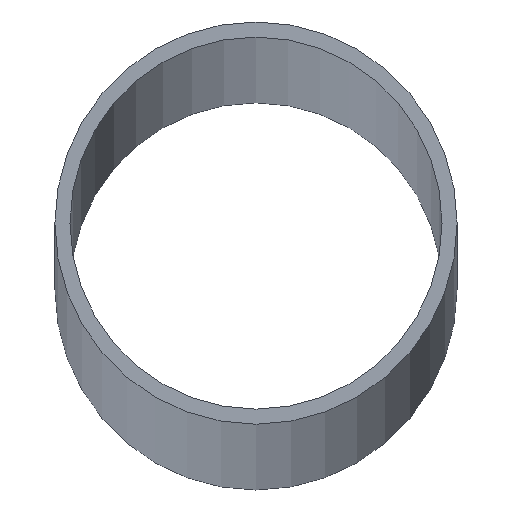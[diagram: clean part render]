
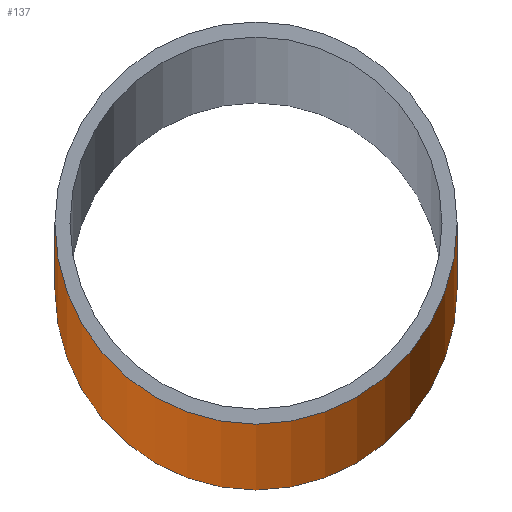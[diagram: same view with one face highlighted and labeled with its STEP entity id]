
A CAD part, top view. The second image highlights one B-rep face of the part: STEP entity #137.
In plain terms, the highlighted cylindrical face has radius 16 mm (diameter 32 mm), a partial arc.
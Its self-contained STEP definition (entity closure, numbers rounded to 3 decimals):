
#1 = DIRECTION ( 'NONE',  ( 1., 0., 0. ) ) ;
#5 = CARTESIAN_POINT ( 'NONE',  ( 0., 0., 0. ) ) ;
#6 = DIRECTION ( 'NONE',  ( 0., 0., 1. ) ) ;
#10 = EDGE_CURVE ( 'NONE', #28, #119, #84, .T. ) ;
#16 = CARTESIAN_POINT ( 'NONE',  ( -16., 0., -3000. ) ) ;
#19 = CARTESIAN_POINT ( 'NONE',  ( 16., 0., -3000. ) ) ;
#28 = VERTEX_POINT ( 'NONE', #16 ) ;
#34 = CARTESIAN_POINT ( 'NONE',  ( -16., 0., -3000. ) ) ;
#35 = AXIS2_PLACEMENT_3D ( 'NONE', #5, #6, #1 ) ;
#40 = DIRECTION ( 'NONE',  ( 0., 0., 1. ) ) ;
#51 = EDGE_CURVE ( 'NONE', #28, #125, #71, .T. ) ;
#56 = CARTESIAN_POINT ( 'NONE',  ( -16., 0., 0. ) ) ;
#65 = FACE_OUTER_BOUND ( 'NONE', #135, .T. ) ;
#68 = VECTOR ( 'NONE', #128, 1000. ) ;
#71 = LINE ( 'NONE', #34, #68 ) ;
#72 = LINE ( 'NONE', #201, #80 ) ;
#76 = ORIENTED_EDGE ( 'NONE', *, *, #133, .T. ) ;
#77 = CIRCLE ( 'NONE', #35, 16. ) ;
#80 = VECTOR ( 'NONE', #157, 1000. ) ;
#84 = CIRCLE ( 'NONE', #170, 16. ) ;
#88 = CYLINDRICAL_SURFACE ( 'NONE', #153, 16. ) ;
#91 = ORIENTED_EDGE ( 'NONE', *, *, #51, .F. ) ;
#119 = VERTEX_POINT ( 'NONE', #19 ) ;
#125 = VERTEX_POINT ( 'NONE', #56 ) ;
#128 = DIRECTION ( 'NONE',  ( 0., 0., 1. ) ) ;
#129 = DIRECTION ( 'NONE',  ( 0., 0., 1. ) ) ;
#130 = CARTESIAN_POINT ( 'NONE',  ( 0., 0., -3000. ) ) ;
#133 = EDGE_CURVE ( 'NONE', #119, #209, #72, .T. ) ;
#135 = EDGE_LOOP ( 'NONE', ( #91, #156, #76, #163 ) ) ;
#137 = ADVANCED_FACE ( 'NONE', ( #65 ), #88, .T. ) ;
#153 = AXIS2_PLACEMENT_3D ( 'NONE', #206, #40, #184 ) ;
#154 = EDGE_CURVE ( 'NONE', #125, #209, #77, .T. ) ;
#156 = ORIENTED_EDGE ( 'NONE', *, *, #10, .T. ) ;
#157 = DIRECTION ( 'NONE',  ( 0., 0., 1. ) ) ;
#163 = ORIENTED_EDGE ( 'NONE', *, *, #154, .F. ) ;
#170 = AXIS2_PLACEMENT_3D ( 'NONE', #130, #129, #214 ) ;
#184 = DIRECTION ( 'NONE',  ( 1., 0., 0. ) ) ;
#201 = CARTESIAN_POINT ( 'NONE',  ( 16., 0., -3000. ) ) ;
#206 = CARTESIAN_POINT ( 'NONE',  ( 0., 0., -3000. ) ) ;
#209 = VERTEX_POINT ( 'NONE', #212 ) ;
#212 = CARTESIAN_POINT ( 'NONE',  ( 16., 0., 0. ) ) ;
#214 = DIRECTION ( 'NONE',  ( 1., 0., 0. ) ) ;
